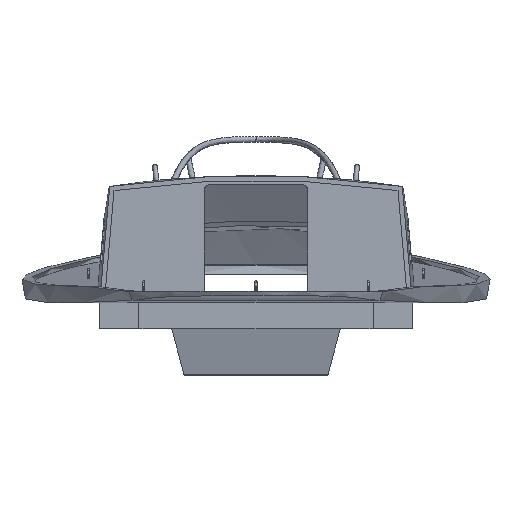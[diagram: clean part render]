
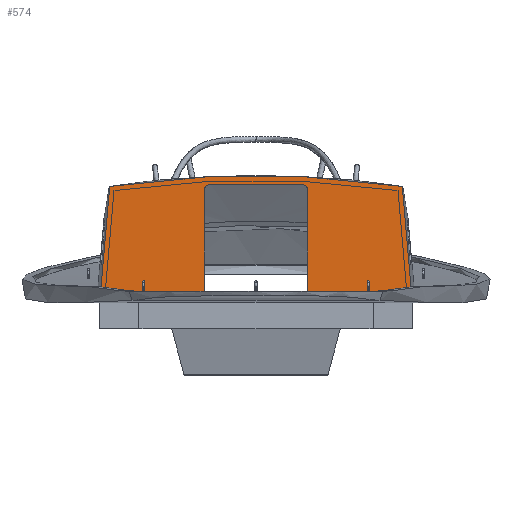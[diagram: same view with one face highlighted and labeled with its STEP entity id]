
A CAD part, front view. The second image highlights one B-rep face of the part: STEP entity #574.
In plain terms, the highlighted planar face has unit normal (0, -1, 0).
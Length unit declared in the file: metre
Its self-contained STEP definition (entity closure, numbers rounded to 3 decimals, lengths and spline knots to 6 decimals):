
#574 = ADVANCED_FACE( '', ( #1309, #1310 ), #1311, .F. );
#1309 = FACE_OUTER_BOUND( '', #3440, .T. );
#1310 = FACE_BOUND( '', #3441, .T. );
#1311 = PLANE( '', #3442 );
#3440 = EDGE_LOOP( '', ( #11819, #11820, #11821, #11822 ) );
#3441 = EDGE_LOOP( '', ( #11823, #11824, #11825, #11826, #11827, #11828 ) );
#3442 = AXIS2_PLACEMENT_3D( '', #11829, #11830, #11831 );
#11819 = ORIENTED_EDGE( '', *, *, #13169, .T. );
#11820 = ORIENTED_EDGE( '', *, *, #13342, .T. );
#11821 = ORIENTED_EDGE( '', *, *, #13024, .F. );
#11822 = ORIENTED_EDGE( '', *, *, #12954, .F. );
#11823 = ORIENTED_EDGE( '', *, *, #13343, .F. );
#11824 = ORIENTED_EDGE( '', *, *, #13344, .T. );
#11825 = ORIENTED_EDGE( '', *, *, #13200, .T. );
#11826 = ORIENTED_EDGE( '', *, *, #13182, .T. );
#11827 = ORIENTED_EDGE( '', *, *, #12740, .T. );
#11828 = ORIENTED_EDGE( '', *, *, #13345, .F. );
#11829 = CARTESIAN_POINT( '', ( 0., -1.267473, 0.508 ) );
#11830 = DIRECTION( '', ( 0., 1., 0. ) );
#11831 = DIRECTION( '', ( -1., 0., 0. ) );
#12740 = EDGE_CURVE( '', #13613, #13614, #13615, .T. );
#12954 = EDGE_CURVE( '', #13975, #13970, #13977, .T. );
#13024 = EDGE_CURVE( '', #13970, #14090, #14091, .T. );
#13169 = EDGE_CURVE( '', #13975, #14314, #14317, .T. );
#13182 = EDGE_CURVE( '', #14336, #13613, #14337, .T. );
#13200 = EDGE_CURVE( '', #14361, #14336, #14362, .T. );
#13342 = EDGE_CURVE( '', #14314, #14090, #14560, .T. );
#13343 = EDGE_CURVE( '', #14561, #14562, #14563, .T. );
#13344 = EDGE_CURVE( '', #14561, #14361, #14564, .T. );
#13345 = EDGE_CURVE( '', #14562, #13614, #14565, .T. );
#13613 = VERTEX_POINT( '', #15570 );
#13614 = VERTEX_POINT( '', #15571 );
#13615 = LINE( '', #15572, #15573 );
#13970 = VERTEX_POINT( '', #18897 );
#13975 = VERTEX_POINT( '', #18950 );
#13977 = B_SPLINE_CURVE_WITH_KNOTS( '', 3, ( #18969, #18970, #18971, #18972, #18973, #18974, #18975, #18976, #18977, #18978 ), .UNSPECIFIED., .F., .F., ( 4, 2, 2, 2, 4 ), ( 0.03542, 0.25, 0.5, 0.75, 0.96458 ), .UNSPECIFIED. );
#14090 = VERTEX_POINT( '', #20075 );
#14091 = B_SPLINE_CURVE_WITH_KNOTS( '', 3, ( #20076, #20077, #20078, #20079, #20080, #20081, #20082, #20083, #20084, #20085 ), .UNSPECIFIED., .F., .F., ( 4, 3, 3, 4 ), ( 1.290666, 1.341886, 1.610352, 1.864029 ), .UNSPECIFIED. );
#14314 = VERTEX_POINT( '', #21942 );
#14317 = B_SPLINE_CURVE_WITH_KNOTS( '', 3, ( #21964, #21965, #21966, #21967 ), .UNSPECIFIED., .F., .F., ( 4, 4 ), ( 1.789033, 2.362396 ), .UNSPECIFIED. );
#14336 = VERTEX_POINT( '', #22032 );
#14337 = CIRCLE( '', #22033, 0.0254 );
#14361 = VERTEX_POINT( '', #22219 );
#14362 = LINE( '', #22220, #22221 );
#14560 = LINE( '', #23275, #23276 );
#14561 = VERTEX_POINT( '', #23277 );
#14562 = VERTEX_POINT( '', #23278 );
#14563 = LINE( '', #23279, #23280 );
#14564 = CIRCLE( '', #23281, 0.0254 );
#14565 = LINE( '', #23282, #23283 );
#15570 = CARTESIAN_POINT( '', ( 0.2794, -1.267473, 0.500305 ) );
#15571 = CARTESIAN_POINT( '', ( 0.2794, -1.267473, -0.051342 ) );
#15572 = CARTESIAN_POINT( '', ( 0.2794, -1.267473, 0.237182 ) );
#15573 = VECTOR( '', #24475, 1. );
#18897 = CARTESIAN_POINT( '', ( 0.793329, -1.267473, 0.517344 ) );
#18950 = CARTESIAN_POINT( '', ( -0.793329, -1.267473, 0.517344 ) );
#18969 = CARTESIAN_POINT( '', ( -0.793329, -1.267473, 0.517344 ) );
#18970 = CARTESIAN_POINT( '', ( -0.672092, -1.267473, 0.535527 ) );
#18971 = CARTESIAN_POINT( '', ( -0.550229, -1.267473, 0.549541 ) );
#18972 = CARTESIAN_POINT( '', ( -0.285658, -1.267473, 0.570781 ) );
#18973 = CARTESIAN_POINT( '', ( -0.142829, -1.267473, 0.576505 ) );
#18974 = CARTESIAN_POINT( '', ( 0.142829, -1.267473, 0.576505 ) );
#18975 = CARTESIAN_POINT( '', ( 0.285658, -1.267473, 0.570781 ) );
#18976 = CARTESIAN_POINT( '', ( 0.550229, -1.267473, 0.549541 ) );
#18977 = CARTESIAN_POINT( '', ( 0.672092, -1.267473, 0.535527 ) );
#18978 = CARTESIAN_POINT( '', ( 0.793329, -1.267473, 0.517344 ) );
#20075 = CARTESIAN_POINT( '', ( 0.842782, -1.267473, -0.053882 ) );
#20076 = CARTESIAN_POINT( '', ( 0.793329, -1.267473, 0.517344 ) );
#20077 = CARTESIAN_POINT( '', ( 0.794801, -1.267473, 0.500335 ) );
#20078 = CARTESIAN_POINT( '', ( 0.796274, -1.267473, 0.483325 ) );
#20079 = CARTESIAN_POINT( '', ( 0.797746, -1.267473, 0.466315 ) );
#20080 = CARTESIAN_POINT( '', ( 0.805464, -1.267473, 0.37716 ) );
#20081 = CARTESIAN_POINT( '', ( 0.813183, -1.267473, 0.288005 ) );
#20082 = CARTESIAN_POINT( '', ( 0.820901, -1.267473, 0.19885 ) );
#20083 = CARTESIAN_POINT( '', ( 0.828194, -1.267473, 0.114606 ) );
#20084 = CARTESIAN_POINT( '', ( 0.835488, -1.267473, 0.030362 ) );
#20085 = CARTESIAN_POINT( '', ( 0.842782, -1.267473, -0.053882 ) );
#21942 = CARTESIAN_POINT( '', ( -0.842782, -1.267473, -0.053882 ) );
#21964 = CARTESIAN_POINT( '', ( -0.793329, -1.267473, 0.517344 ) );
#21965 = CARTESIAN_POINT( '', ( -0.809812, -1.267473, 0.326936 ) );
#21966 = CARTESIAN_POINT( '', ( -0.826296, -1.267473, 0.136527 ) );
#21967 = CARTESIAN_POINT( '', ( -0.842782, -1.267473, -0.053882 ) );
#22032 = CARTESIAN_POINT( '', ( 0.254, -1.267473, 0.525705 ) );
#22033 = AXIS2_PLACEMENT_3D( '', #24719, #24720, #24721 );
#22219 = CARTESIAN_POINT( '', ( -0.254, -1.267473, 0.525705 ) );
#22220 = CARTESIAN_POINT( '', ( 0., -1.267473, 0.525705 ) );
#22221 = VECTOR( '', #24733, 1. );
#23275 = CARTESIAN_POINT( '', ( 0., -1.267473, -0.053882 ) );
#23276 = VECTOR( '', #24835, 1. );
#23277 = CARTESIAN_POINT( '', ( -0.2794, -1.267473, 0.500305 ) );
#23278 = CARTESIAN_POINT( '', ( -0.2794, -1.267473, -0.051342 ) );
#23279 = CARTESIAN_POINT( '', ( -0.2794, -1.267473, 0.237182 ) );
#23280 = VECTOR( '', #24836, 1. );
#23281 = AXIS2_PLACEMENT_3D( '', #24837, #24838, #24839 );
#23282 = CARTESIAN_POINT( '', ( 0., -1.267473, -0.051342 ) );
#23283 = VECTOR( '', #24840, 1. );
#24475 = DIRECTION( '', ( 0., 0., -1. ) );
#24719 = CARTESIAN_POINT( '', ( 0.254, -1.267473, 0.500305 ) );
#24720 = DIRECTION( '', ( 0., 1., 0. ) );
#24721 = DIRECTION( '', ( -1., 0., 0. ) );
#24733 = DIRECTION( '', ( 1., 0., 0. ) );
#24835 = DIRECTION( '', ( 1., 0., 0. ) );
#24836 = DIRECTION( '', ( 0., 0., -1. ) );
#24837 = CARTESIAN_POINT( '', ( -0.254, -1.267473, 0.500305 ) );
#24838 = DIRECTION( '', ( 0., 1., 0. ) );
#24839 = DIRECTION( '', ( -1., 0., 0. ) );
#24840 = DIRECTION( '', ( 1., 0., 0. ) );
